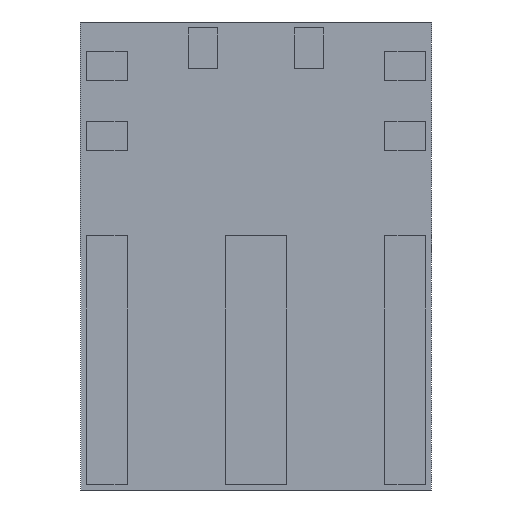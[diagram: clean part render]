
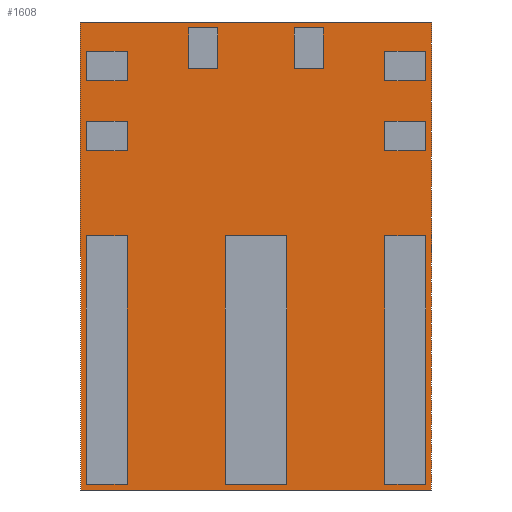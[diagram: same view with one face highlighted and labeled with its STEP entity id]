
A CAD part, front view. The second image highlights one B-rep face of the part: STEP entity #1608.
In plain terms, the highlighted planar face has unit normal (0, -1, 0).
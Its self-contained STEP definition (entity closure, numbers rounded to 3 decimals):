
#137 = LINE ( 'NONE', #1272, #948 ) ;
#219 = CARTESIAN_POINT ( 'NONE',  ( 3., 0.1, 4. ) ) ;
#227 = VECTOR ( 'NONE', #1002, 1000. ) ;
#264 = CARTESIAN_POINT ( 'NONE',  ( -3., 0.1, 4. ) ) ;
#311 = CARTESIAN_POINT ( 'NONE',  ( 3., 0.1, 4. ) ) ;
#335 = VERTEX_POINT ( 'NONE', #2015 ) ;
#389 = AXIS2_PLACEMENT_3D ( 'NONE', #1774, #2151, #1733 ) ;
#480 = DIRECTION ( 'NONE',  ( 0., 0., 1. ) ) ;
#560 = VERTEX_POINT ( 'NONE', #1435 ) ;
#575 = VERTEX_POINT ( 'NONE', #1681 ) ;
#579 = EDGE_CURVE ( 'NONE', #560, #335, #2062, .T. ) ;
#633 = LINE ( 'NONE', #219, #227 ) ;
#702 = FACE_OUTER_BOUND ( 'NONE', #2402, .T. ) ;
#706 = VECTOR ( 'NONE', #1316, 1000. ) ;
#948 = VECTOR ( 'NONE', #2536, 1000. ) ;
#1002 = DIRECTION ( 'NONE',  ( 0., 0., -1. ) ) ;
#1078 = ORIENTED_EDGE ( 'NONE', *, *, #1830, .F. ) ;
#1272 = CARTESIAN_POINT ( 'NONE',  ( -3., 0.1, -4. ) ) ;
#1316 = DIRECTION ( 'NONE',  ( 1., 0., 0. ) ) ;
#1435 = CARTESIAN_POINT ( 'NONE',  ( -3., 0.1, -4. ) ) ;
#1473 = VECTOR ( 'NONE', #480, 1000. ) ;
#1486 = PLANE ( 'NONE',  #389 ) ;
#1538 = VERTEX_POINT ( 'NONE', #311 ) ;
#1608 = ADVANCED_FACE ( 'NONE', ( #702 ), #1486, .T. ) ;
#1681 = CARTESIAN_POINT ( 'NONE',  ( 3., 0.1, -4. ) ) ;
#1698 = ORIENTED_EDGE ( 'NONE', *, *, #1757, .F. ) ;
#1733 = DIRECTION ( 'NONE',  ( 0., 0., -1. ) ) ;
#1757 = EDGE_CURVE ( 'NONE', #335, #1538, #2048, .T. ) ;
#1774 = CARTESIAN_POINT ( 'NONE',  ( 3., 0.1, -4. ) ) ;
#1830 = EDGE_CURVE ( 'NONE', #575, #560, #137, .T. ) ;
#1970 = ORIENTED_EDGE ( 'NONE', *, *, #2251, .F. ) ;
#2015 = CARTESIAN_POINT ( 'NONE',  ( -3., 0.1, 4. ) ) ;
#2048 = LINE ( 'NONE', #264, #706 ) ;
#2062 = LINE ( 'NONE', #2502, #1473 ) ;
#2151 = DIRECTION ( 'NONE',  ( 0., -1., 0. ) ) ;
#2224 = ORIENTED_EDGE ( 'NONE', *, *, #579, .F. ) ;
#2251 = EDGE_CURVE ( 'NONE', #1538, #575, #633, .T. ) ;
#2402 = EDGE_LOOP ( 'NONE', ( #1970, #1698, #2224, #1078 ) ) ;
#2502 = CARTESIAN_POINT ( 'NONE',  ( -3., 0.1, 4. ) ) ;
#2536 = DIRECTION ( 'NONE',  ( -1., 0., 0. ) ) ;
